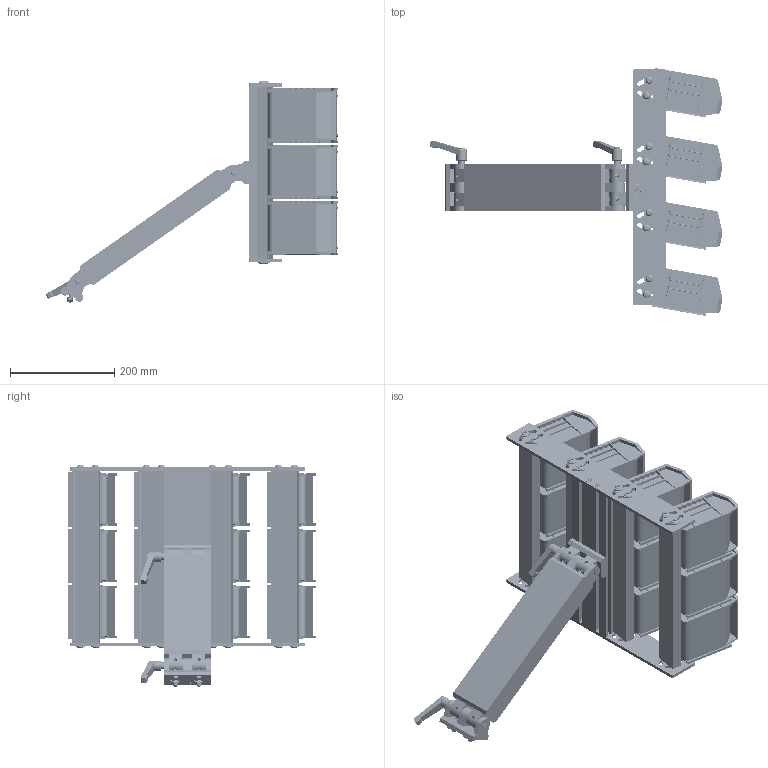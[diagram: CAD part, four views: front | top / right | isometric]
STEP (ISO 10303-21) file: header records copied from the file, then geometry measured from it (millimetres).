
FILE_DESCRIPTION(/* description */ (''),/* implementation_level */ '2;1');
FILE_NAME(/* name */ 'Articulating Parts Bin Holes MH100125-1.stp',/* time_stamp */ '2025-11-06T11:14:39-05:00',/* author */ ('amoles'),/* organization */ (''),/* preprocessor_version */ 'ST-DEVELOPER v19.2',/* originating_system */ 'Autodesk Inventor 2024',/* authorisation */ '');
FILE_SCHEMA (('AUTOMOTIVE_DESIGN { 1 0 10303 214 3 1 1 }'));
Length unit declared in the file: inch
Products named in the file (28): MH100125-1-MKS with bins left; RACK ASSY FINAL; BIN ASSY; HORIZONTAL; MH100125-1-002; MH100125-1-002_1; 21.1503 ; 21.1320/2; 21.9986 ; 20.0995 90X19_BACK; 21.1508 ; MH100125-1-001; ARM ASSY; 20.1015 45X90 G_ARM; 21.2020 ANGLE BRACKET; 21.2020 ANGLE BRACKET_1; 21.2010 ANGLE BRACKET FIXABLE; 21.2010 ANGLE BRACKET FIXABLE_1; 21.2030 LINK ALUMINUM BLOCK INNER; 21.2030 LING FLANGED BUSHING; 21.2030 LINK AL BLOCK; 21.2016; 21.1212 ; 21.1202; DIN 427 - M8 x 16; 21.2010 LOCKING RATCHET HANDLE; 21.1351 ; 32.9540 
Assembly tree (96 placements, depth 5):
  MH100125-1-MKS with bins left
    RACK ASSY FINAL
      BIN ASSY  x4
        HORIZONTAL
        MH100125-1-002
          MH100125-1-002_1
          21.1320/2  x3
      MH100125-1-001  x2
      21.9986   x16
      20.0995 90X19_BACK
    ARM ASSY
      20.1015 45X90 G_ARM
      21.2020 ANGLE BRACKET
        21.2030 LINK ALUMINUM BLOCK INNER
        21.2030 LING FLANGED BUSHING  x2
        21.2030 LINK AL BLOCK
        21.2016  x2
        21.1212 
        21.1202
        DIN 427 - M8 x 16  x2
        21.1351   x2
      21.2020 ANGLE BRACKET_1
        21.2030 LINK ALUMINUM BLOCK INNER
        21.2030 LING FLANGED BUSHING  x2
        21.2030 LINK AL BLOCK
        21.2016  x2
        21.1212 
        21.1202
        DIN 427 - M8 x 16  x2
        21.1351   x2
      21.2010 ANGLE BRACKET FIXABLE
        21.2030 LINK ALUMINUM BLOCK INNER
        21.2030 LING FLANGED BUSHING  x2
        21.2030 LINK AL BLOCK
        21.2016  x2
        21.1212 
        21.1202
        DIN 427 - M8 x 16
        21.2010 LOCKING RATCHET HANDLE
        21.1351   x2
      21.2010 ANGLE BRACKET FIXABLE_1
        21.2030 LINK ALUMINUM BLOCK INNER
        21.2030 LING FLANGED BUSHING  x2
        21.2030 LINK AL BLOCK
        21.2016  x2
        21.1212 
        21.1202
        DIN 427 - M8 x 16
        21.2010 LOCKING RATCHET HANDLE
        21.1351   x2
    32.9540   x12
  21.1503 
  21.1508 
Bounding box: 561.97 x 475.58 x 425.65 mm (x, y, z)
Volume: 3064689.7 mm3; surface area: 2569662.3 mm2
Topology: 116 solids, 116 shells, 5946 faces, 18334 edges, 12512 vertices
Faces by surface type: plane 3362, cylinder 2228, cone 282, bspline 48, torus 26
Full cylindrical faces by diameter (mm): 5 x24, 5.5 x12, 6 x4, 6.376 x336, 6.604 x4, 7 x8, 8 x400, 9 x16, 9.5 x16, 10 x20, 12 x4, 12.138 x2, 13 x20, 13.4 x2, 17.8 x16, 20 x2, 20.5 x8, 26 x8
Entity records: 36350 total; most frequent: CARTESIAN_POINT 9286, ORIENTED_EDGE 5590, DIRECTION 5305, EDGE_CURVE 2795, LINE 1877, VECTOR 1877, VERTEX_POINT 1874, AXIS2_PLACEMENT_3D 1714
